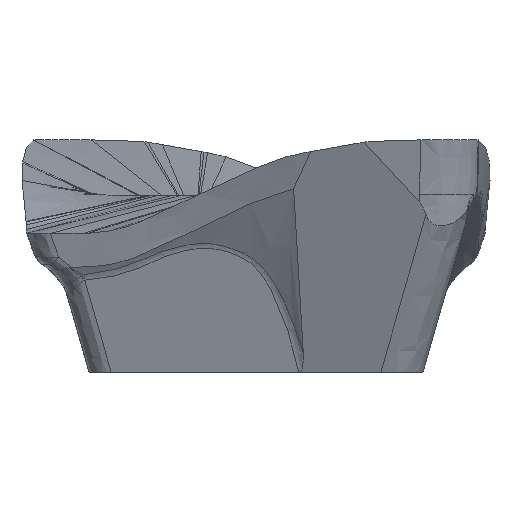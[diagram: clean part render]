
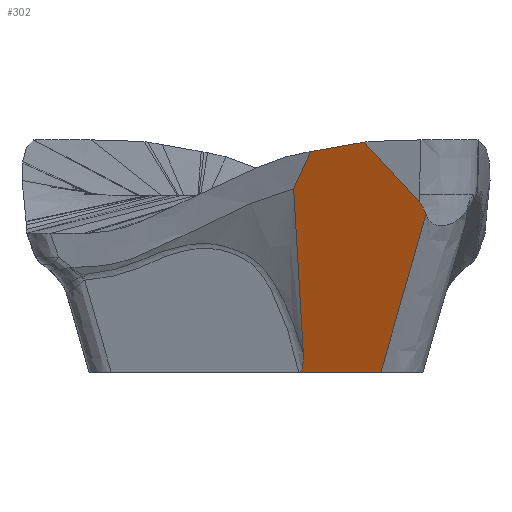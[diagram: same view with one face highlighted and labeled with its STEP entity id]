
A CAD part, left-side view. The second image highlights one B-rep face of the part: STEP entity #302.
In plain terms, the highlighted planar face has unit normal (-0.924, 0.081, -0.375).
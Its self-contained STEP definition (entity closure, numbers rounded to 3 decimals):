
#49=PLANE('',#2742);
#222=LINE('',#4789,#446);
#223=LINE('',#4791,#447);
#224=LINE('',#4798,#448);
#225=LINE('',#4800,#449);
#302=ADVANCED_FACE('',(#531),#49,.F.);
#446=VECTOR('',#2806,1.);
#447=VECTOR('',#2807,1.);
#448=VECTOR('',#2808,1.);
#449=VECTOR('',#2809,1.);
#531=FACE_OUTER_BOUND('',#673,.T.);
#673=EDGE_LOOP('',(#879,#880,#881,#882,#883,#884,#885,#886,#887));
#879=ORIENTED_EDGE('',*,*,#1809,.F.);
#880=ORIENTED_EDGE('',*,*,#1848,.T.);
#881=ORIENTED_EDGE('',*,*,#1849,.T.);
#882=ORIENTED_EDGE('',*,*,#1850,.T.);
#883=ORIENTED_EDGE('',*,*,#1851,.F.);
#884=ORIENTED_EDGE('',*,*,#1852,.T.);
#885=ORIENTED_EDGE('',*,*,#1853,.F.);
#886=ORIENTED_EDGE('',*,*,#1854,.F.);
#887=ORIENTED_EDGE('',*,*,#1855,.F.);
#1572=VERTEX_POINT('',#3485);
#1573=VERTEX_POINT('',#3490);
#1597=VERTEX_POINT('',#4665);
#1598=VERTEX_POINT('',#4788);
#1599=VERTEX_POINT('',#4790);
#1600=VERTEX_POINT('',#4792);
#1601=VERTEX_POINT('',#4797);
#1602=VERTEX_POINT('',#4799);
#1603=VERTEX_POINT('',#4801);
#1809=EDGE_CURVE('',#1572,#1573,#2349,.T.);
#1848=EDGE_CURVE('',#1572,#1597,#2378,.T.);
#1849=EDGE_CURVE('',#1597,#1598,#2379,.T.);
#1850=EDGE_CURVE('',#1598,#1599,#222,.T.);
#1851=EDGE_CURVE('',#1600,#1599,#223,.T.);
#1852=EDGE_CURVE('',#1600,#1601,#2380,.T.);
#1853=EDGE_CURVE('',#1602,#1601,#224,.T.);
#1854=EDGE_CURVE('',#1603,#1602,#225,.T.);
#1855=EDGE_CURVE('',#1573,#1603,#2381,.T.);
#2349=B_SPLINE_CURVE_WITH_KNOTS('',3,(#3486,#3487,#3488,#3489),
 .UNSPECIFIED.,.F.,.F.,(4,4),(0.,1.),.UNSPECIFIED.);
#2378=B_SPLINE_CURVE_WITH_KNOTS('',3,(#4666,#4667,#4668,#4669,#4670,#4671,
#4672),.UNSPECIFIED.,.F.,.F.,(4,3,4),(0.,0.5,1.),
 .UNSPECIFIED.);
#2379=B_SPLINE_CURVE_WITH_KNOTS('',3,(#4765,#4766,#4767,#4768,#4769,#4770,
#4771,#4772,#4773,#4774,#4775,#4776,#4777,#4778,#4779,#4780,#4781,#4782,
#4783,#4784,#4785,#4786,#4787),.UNSPECIFIED.,.F.,.F.,(4,1,1,1,1,1,1,1,1,
1,1,1,1,1,1,1,1,1,1,1,4),(0.,0.05,0.1,0.15,0.2,0.25,0.3,0.35,0.4,0.45,0.5,
0.55,0.6,0.65,0.7,0.75,0.8,0.85,0.9,0.95,1.),.UNSPECIFIED.);
#2380=B_SPLINE_CURVE_WITH_KNOTS('',3,(#4793,#4794,#4795,#4796),
 .UNSPECIFIED.,.F.,.F.,(4,4),(0.,1.),.UNSPECIFIED.);
#2381=B_SPLINE_CURVE_WITH_KNOTS('',3,(#4802,#4803,#4804,#4805),
 .UNSPECIFIED.,.F.,.F.,(4,4),(0.,1.),.UNSPECIFIED.);
#2742=AXIS2_PLACEMENT_3D('',#4806,#2810,#2811);
#2806=DIRECTION('',(-0.087,-0.996,0.));
#2807=DIRECTION('',(0.382,0.255,-0.888));
#2808=DIRECTION('',(0.232,-0.659,-0.715));
#2809=DIRECTION('',(-0.155,-0.973,0.172));
#2810=DIRECTION('',(0.924,-0.081,0.375));
#2811=DIRECTION('',(-0.373,0.033,0.927));
#3485=CARTESIAN_POINT('',(-8.557,-0.778,-1.01));
#3486=CARTESIAN_POINT('',(-8.557,-0.778,-1.01));
#3487=CARTESIAN_POINT('',(-8.672,-0.881,-0.748));
#3488=CARTESIAN_POINT('',(-8.788,-0.992,-0.486));
#3489=CARTESIAN_POINT('',(-8.9,-1.133,-0.241));
#3490=CARTESIAN_POINT('',(-8.9,-1.133,-0.241));
#4665=CARTESIAN_POINT('',(-7.191,-0.979,-4.421));
#4666=CARTESIAN_POINT('',(-8.557,-0.778,-1.01));
#4667=CARTESIAN_POINT('',(-8.333,-0.848,-1.576));
#4668=CARTESIAN_POINT('',(-8.104,-0.874,-2.146));
#4669=CARTESIAN_POINT('',(-7.877,-0.903,-2.714));
#4670=CARTESIAN_POINT('',(-7.648,-0.932,-3.283));
#4671=CARTESIAN_POINT('',(-7.419,-0.956,-3.852));
#4672=CARTESIAN_POINT('',(-7.191,-0.979,-4.421));
#4765=CARTESIAN_POINT('',(-7.191,-0.979,-4.421));
#4766=CARTESIAN_POINT('',(-7.184,-0.979,-4.437));
#4767=CARTESIAN_POINT('',(-7.172,-0.98,-4.468));
#4768=CARTESIAN_POINT('',(-7.155,-0.98,-4.509));
#4769=CARTESIAN_POINT('',(-7.14,-0.979,-4.547));
#4770=CARTESIAN_POINT('',(-7.126,-0.978,-4.581));
#4771=CARTESIAN_POINT('',(-7.113,-0.975,-4.611));
#4772=CARTESIAN_POINT('',(-7.102,-0.972,-4.639));
#4773=CARTESIAN_POINT('',(-7.091,-0.968,-4.664));
#4774=CARTESIAN_POINT('',(-7.082,-0.964,-4.687));
#4775=CARTESIAN_POINT('',(-7.073,-0.96,-4.707));
#4776=CARTESIAN_POINT('',(-7.066,-0.954,-4.725));
#4777=CARTESIAN_POINT('',(-7.059,-0.949,-4.74));
#4778=CARTESIAN_POINT('',(-7.053,-0.943,-4.754));
#4779=CARTESIAN_POINT('',(-7.047,-0.936,-4.766));
#4780=CARTESIAN_POINT('',(-7.043,-0.929,-4.776));
#4781=CARTESIAN_POINT('',(-7.039,-0.922,-4.784));
#4782=CARTESIAN_POINT('',(-7.035,-0.915,-4.79));
#4783=CARTESIAN_POINT('',(-7.033,-0.908,-4.795));
#4784=CARTESIAN_POINT('',(-7.031,-0.901,-4.798));
#4785=CARTESIAN_POINT('',(-7.03,-0.893,-4.8));
#4786=CARTESIAN_POINT('',(-7.029,-0.888,-4.8));
#4787=CARTESIAN_POINT('',(-7.029,-0.886,-4.8));
#4788=CARTESIAN_POINT('',(-7.029,-0.886,-4.8));
#4789=CARTESIAN_POINT('',(-7.029,-0.886,-4.8));
#4790=CARTESIAN_POINT('',(-7.177,-2.58,-4.8));
#4791=CARTESIAN_POINT('',(-8.579,-3.514,-1.545));
#4792=CARTESIAN_POINT('',(-8.579,-3.514,-1.545));
#4793=CARTESIAN_POINT('',(-8.579,-3.514,-1.545));
#4794=CARTESIAN_POINT('',(-8.614,-3.479,-1.452));
#4795=CARTESIAN_POINT('',(-8.65,-3.441,-1.355));
#4796=CARTESIAN_POINT('',(-8.674,-3.372,-1.279));
#4797=CARTESIAN_POINT('',(-8.674,-3.372,-1.28));
#4798=CARTESIAN_POINT('',(-9.075,-2.235,-0.047));
#4799=CARTESIAN_POINT('',(-9.075,-2.235,-0.047));
#4800=CARTESIAN_POINT('',(-9.051,-2.086,-0.073));
#4801=CARTESIAN_POINT('',(-9.027,-1.937,-0.099));
#4802=CARTESIAN_POINT('',(-8.9,-1.133,-0.241));
#4803=CARTESIAN_POINT('',(-8.942,-1.401,-0.194));
#4804=CARTESIAN_POINT('',(-8.985,-1.669,-0.147));
#4805=CARTESIAN_POINT('',(-9.027,-1.937,-0.099));
#4806=CARTESIAN_POINT('',(-8.702,3.17,0.2));
